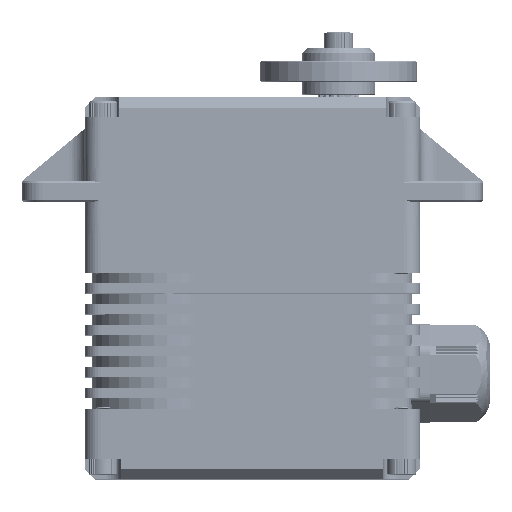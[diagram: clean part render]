
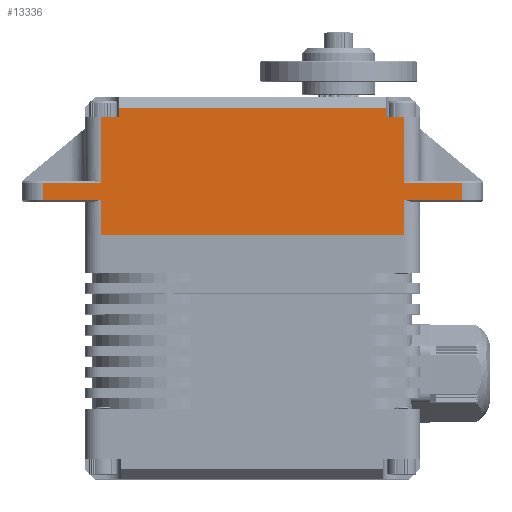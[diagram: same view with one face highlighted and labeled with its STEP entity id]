
A CAD part, top view. The second image highlights one B-rep face of the part: STEP entity #13336.
In plain terms, the highlighted planar face has unit normal (0, 0, 1).
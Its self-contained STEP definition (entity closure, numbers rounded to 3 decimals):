
#9376=DIRECTION('',(1.,0.,0.));
#9377=VECTOR('',#9376,58.);
#9378=CARTESIAN_POINT('',(-29.,0.,16.5));
#9379=LINE('',#9378,#9377);
#10870=DIRECTION('',(-1.,0.,0.));
#10871=VECTOR('',#10870,11.);
#10872=CARTESIAN_POINT('',(40.,6.6,16.5));
#10873=LINE('',#10872,#10871);
#10877=DIRECTION('',(-1.,0.,0.));
#10878=VECTOR('',#10877,11.);
#10879=CARTESIAN_POINT('',(-29.,6.6,16.5));
#10880=LINE('',#10879,#10878);
#10884=DIRECTION('',(0.,-1.,0.));
#10885=VECTOR('',#10884,3.4);
#10886=CARTESIAN_POINT('',(-40.,10.,
16.5));
#10887=LINE('',#10886,#10885);
#10891=DIRECTION('',(1.,0.,0.));
#10892=VECTOR('',#10891,11.);
#10893=CARTESIAN_POINT('',(-40.,10.,
16.5));
#10894=LINE('',#10893,#10892);
#10898=DIRECTION('',(1.,0.,0.));
#10899=VECTOR('',#10898,3.5);
#10900=CARTESIAN_POINT('',(-29.,22.5,16.5));
#10901=LINE('',#10900,#10899);
#10905=DIRECTION('',(0.,-1.,0.));
#10906=VECTOR('',#10905,1.8);
#10907=CARTESIAN_POINT('',(-25.5,24.3,16.5));
#10908=LINE('',#10907,#10906);
#10912=DIRECTION('',(1.,0.,0.));
#10913=VECTOR('',#10912,51.);
#10914=CARTESIAN_POINT('',(-25.5,24.3,16.5));
#10915=LINE('',#10914,#10913);
#10919=DIRECTION('',(0.,-1.,0.));
#10920=VECTOR('',#10919,1.8);
#10921=CARTESIAN_POINT('',(25.5,24.3,16.5));
#10922=LINE('',#10921,#10920);
#10926=DIRECTION('',(1.,0.,0.));
#10927=VECTOR('',#10926,3.5);
#10928=CARTESIAN_POINT('',(25.5,22.5,16.5));
#10929=LINE('',#10928,#10927);
#10933=DIRECTION('',(1.,0.,0.));
#10934=VECTOR('',#10933,11.);
#10935=CARTESIAN_POINT('',(29.,10.,16.5));
#10936=LINE('',#10935,#10934);
#10940=DIRECTION('',(0.,1.,0.));
#10941=VECTOR('',#10940,3.4);
#10942=CARTESIAN_POINT('',(40.,6.6,16.5));
#10943=LINE('',#10942,#10941);
#10947=DIRECTION('',(0.,1.,0.));
#10948=VECTOR('',#10947,6.6);
#10949=CARTESIAN_POINT('',(29.,0.,16.5));
#10950=LINE('',#10949,#10948);
#11068=DIRECTION('',(0.,1.,0.));
#11069=VECTOR('',#11068,12.5);
#11070=CARTESIAN_POINT('',(29.,10.,16.5));
#11071=LINE('',#11070,#11069);
#11261=DIRECTION('',(0.,-1.,0.));
#11262=VECTOR('',#11261,12.5);
#11263=CARTESIAN_POINT('',(-29.,22.5,16.5));
#11264=LINE('',#11263,#11262);
#11607=DIRECTION('',(0.,-1.,0.));
#11608=VECTOR('',#11607,6.6);
#11609=CARTESIAN_POINT('',(-29.,6.6,16.5));
#11610=LINE('',#11609,#11608);
#11805=CARTESIAN_POINT('',(-25.5,24.3,16.5));
#11806=CARTESIAN_POINT('',(-25.5,22.5,16.5));
#11807=VERTEX_POINT('',#11805);
#11808=VERTEX_POINT('',#11806);
#11809=CARTESIAN_POINT('',(25.5,24.3,16.5));
#11810=VERTEX_POINT('',#11809);
#11867=CARTESIAN_POINT('',(25.5,22.5,16.5));
#11868=VERTEX_POINT('',#11867);
#11883=CARTESIAN_POINT('',(-29.,22.5,16.5));
#11884=VERTEX_POINT('',#11883);
#11885=CARTESIAN_POINT('',(-29.,0.,16.5));
#11887=VERTEX_POINT('',#11885);
#11891=CARTESIAN_POINT('',(29.,22.5,16.5));
#11893=VERTEX_POINT('',#11891);
#11898=CARTESIAN_POINT('',(29.,0.,16.5));
#11900=VERTEX_POINT('',#11898);
#11985=CARTESIAN_POINT('',(40.,6.6,16.5));
#11986=CARTESIAN_POINT('',(29.,6.6,16.5));
#11987=VERTEX_POINT('',#11985);
#11988=VERTEX_POINT('',#11986);
#12019=CARTESIAN_POINT('',(40.,10.,16.5));
#12020=VERTEX_POINT('',#12019);
#12023=CARTESIAN_POINT('',(29.,10.,16.5));
#12024=VERTEX_POINT('',#12023);
#12095=CARTESIAN_POINT('',(-40.,6.6,16.5));
#12096=VERTEX_POINT('',#12095);
#12099=CARTESIAN_POINT('',(-29.,6.6,16.5));
#12100=VERTEX_POINT('',#12099);
#12101=CARTESIAN_POINT('',(-40.,10.,
16.5));
#12102=CARTESIAN_POINT('',(-29.,10.,16.5));
#12103=VERTEX_POINT('',#12101);
#12104=VERTEX_POINT('',#12102);
#13304=CARTESIAN_POINT('',(-32.,0.,16.5));
#13305=DIRECTION('',(0.,0.,1.));
#13306=DIRECTION('',(1.,0.,0.));
#13307=AXIS2_PLACEMENT_3D('',#13304,#13305,#13306);
#13308=PLANE('',#13307);
#13309=ORIENTED_EDGE('',*,*,#13295,.T.);
#13311=ORIENTED_EDGE('',*,*,#13310,.F.);
#13312=ORIENTED_EDGE('',*,*,#12150,.F.);
#13314=ORIENTED_EDGE('',*,*,#13313,.F.);
#13316=ORIENTED_EDGE('',*,*,#13315,.T.);
#13318=ORIENTED_EDGE('',*,*,#13317,.F.);
#13320=ORIENTED_EDGE('',*,*,#13319,.T.);
#13322=ORIENTED_EDGE('',*,*,#13321,.F.);
#13323=ORIENTED_EDGE('',*,*,#12256,.T.);
#13324=ORIENTED_EDGE('',*,*,#12786,.F.);
#13325=ORIENTED_EDGE('',*,*,#12803,.T.);
#13326=ORIENTED_EDGE('',*,*,#12817,.T.);
#13327=ORIENTED_EDGE('',*,*,#12274,.T.);
#13329=ORIENTED_EDGE('',*,*,#13328,.F.);
#13331=ORIENTED_EDGE('',*,*,#13330,.T.);
#13333=ORIENTED_EDGE('',*,*,#13332,.F.);
#13334=EDGE_LOOP('',(#13309,#13311,#13312,#13314,#13316,#13318,#13320,#13322,
#13323,#13324,#13325,#13326,#13327,#13329,#13331,#13333));
#13335=FACE_OUTER_BOUND('',#13334,.F.);
#13336=ADVANCED_FACE('',(#13335),#13308,.T.);
#12150=EDGE_CURVE('',#11887,#11900,#9379,.T.);
#12256=EDGE_CURVE('',#11884,#11808,#10901,.T.);
#12274=EDGE_CURVE('',#11868,#11893,#10929,.T.);
#12786=EDGE_CURVE('',#11807,#11808,#10908,.T.);
#12803=EDGE_CURVE('',#11807,#11810,#10915,.T.);
#12817=EDGE_CURVE('',#11810,#11868,#10922,.T.);
#13295=EDGE_CURVE('',#11987,#11988,#10873,.T.);
#13310=EDGE_CURVE('',#11900,#11988,#10950,.T.);
#13313=EDGE_CURVE('',#12100,#11887,#11610,.T.);
#13315=EDGE_CURVE('',#12100,#12096,#10880,.T.);
#13317=EDGE_CURVE('',#12103,#12096,#10887,.T.);
#13319=EDGE_CURVE('',#12103,#12104,#10894,.T.);
#13321=EDGE_CURVE('',#11884,#12104,#11264,.T.);
#13328=EDGE_CURVE('',#12024,#11893,#11071,.T.);
#13330=EDGE_CURVE('',#12024,#12020,#10936,.T.);
#13332=EDGE_CURVE('',#11987,#12020,#10943,.T.);
